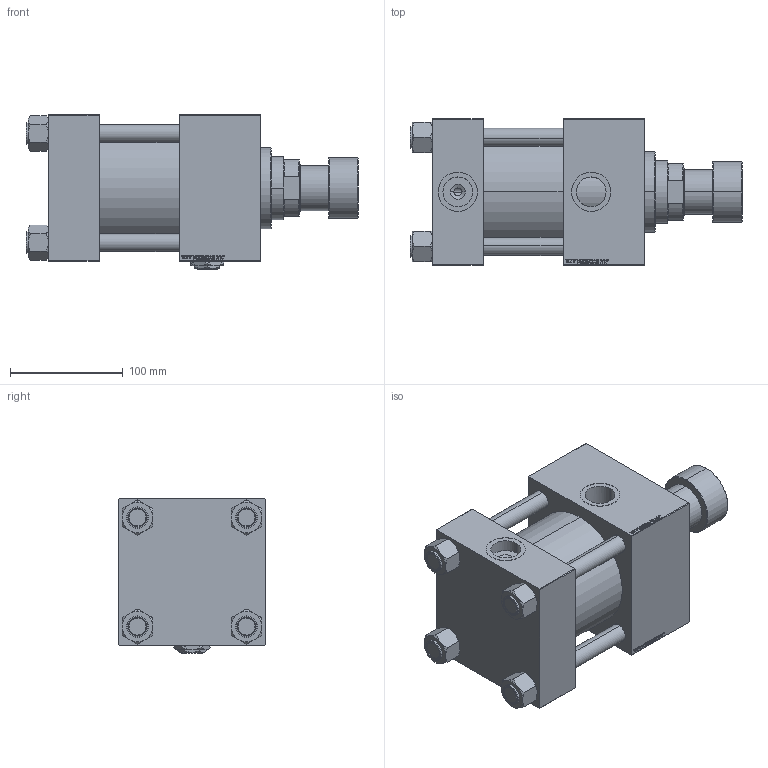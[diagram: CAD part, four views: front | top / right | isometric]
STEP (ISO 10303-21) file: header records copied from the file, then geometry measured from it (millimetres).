
FILE_DESCRIPTION (( 'STEP AP203' ), '1' );
FILE_NAME ('783a.STEP', '2022-04-16T01:25:29', ( '' ), ( '' ), 'SwSTEP 2.0', 'SolidWorks 2019', '' );
FILE_SCHEMA (( 'CONFIG_CONTROL_DESIGN' ));
Length unit declared in the file: millimetre
Products named in the file (8): V215CR_VCP_C 0c156b5b20c928b7254b138c9bc891fa; NUT_M5_C 0c156b5b20c928b7254b138c9bc891fa; 783a; V215CR_C_Body 0c156b5b20c928b7254b138c9bc891fa; V215CR_ROD_END_F 0c156b5b20c928b7254b138c9bc891fa; Zatka_pro_OIL_PORT 0c156b5b20c928b7254b138c9bc891fa; V215_VC_A 0c156b5b20c928b7254b138c9bc891fa; V215CR_C_TYCINKA 0c156b5b20c928b7254b138c9bc891fa
Assembly tree (13 placements, depth 2):
  783a
    V215CR_C_Body 0c156b5b20c928b7254b138c9bc891fa
    V215CR_VCP_C 0c156b5b20c928b7254b138c9bc891fa
    NUT_M5_C 0c156b5b20c928b7254b138c9bc891fa  x4
    V215CR_C_TYCINKA 0c156b5b20c928b7254b138c9bc891fa  x4
    V215_VC_A 0c156b5b20c928b7254b138c9bc891fa
    V215CR_ROD_END_F 0c156b5b20c928b7254b138c9bc891fa
    Zatka_pro_OIL_PORT 0c156b5b20c928b7254b138c9bc891fa
Bounding box: 295 x 130 x 137 mm (x, y, z)
Volume: 2556609.1 mm3; surface area: 349244.3 mm2
Topology: 13 solids, 13 shells, 1263 faces, 3181 edges, 2067 vertices
Faces by surface type: plane 603, bspline 392, cone 158, cylinder 98, torus 12
Entity records: 53101 total; most frequent: CARTESIAN_POINT 27952, ORIENTED_EDGE 5626, DIRECTION 3681, EDGE_CURVE 2813, VERTEX_POINT 1845, LINE 1657, VECTOR 1657, EDGE_LOOP 1244
